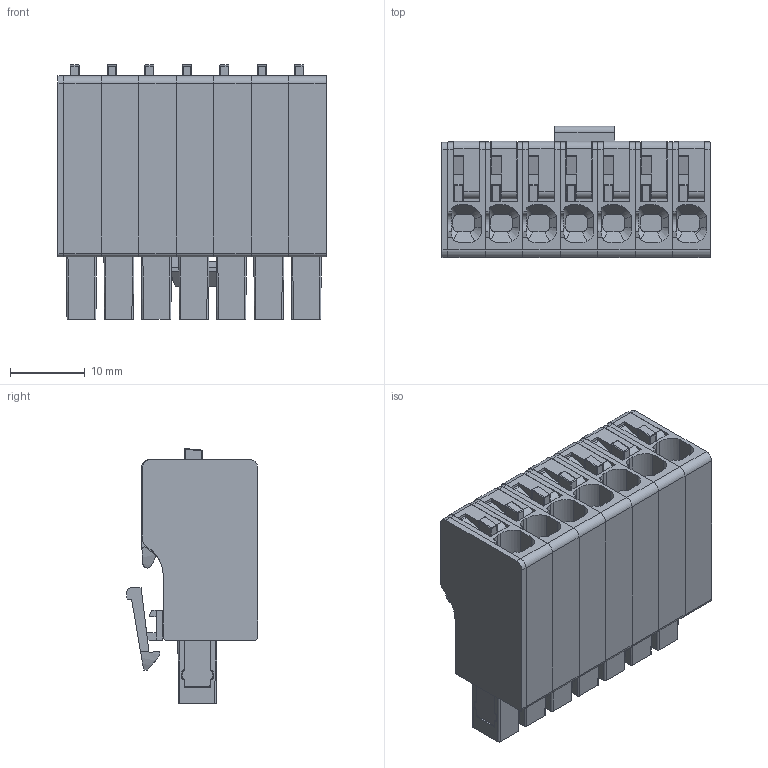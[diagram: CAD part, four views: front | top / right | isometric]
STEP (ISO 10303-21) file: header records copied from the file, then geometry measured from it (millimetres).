
FILE_DESCRIPTION(('CATIA V5 STEP Exchange','CAx-IF Rec.Pracs.--- Model Styling and Organization---1.4--- 2014-01-23'),'2;1');
FILE_NAME ('D1463855_2', '2022-08-24T06:12:38+00:00', ('none'), ('Weidmueller'), 'CATIA Version 5-6 Release 2016 SP3 HF44', 'CATIA V5 STEP AP214', 'none');
FILE_SCHEMA(('AUTOMOTIVE_DESIGN { 1 0 10303 214 1 1 1 1 }'));
Products named in the file (1): 2741720000
Bounding box: 35.8 x 17.53 x 34 mm (x, y, z)
Volume: 12394.6 mm3; surface area: 13986.5 mm2
Topology: 23 solids, 23 shells, 1751 faces, 4831 edges, 3157 vertices
Faces by surface type: plane 1022, cylinder 619, sphere 56, cone 32, bspline 15, torus 7
Entity records: 60025 total; most frequent: CARTESIAN_POINT 16142, ORIENTED_EDGE 9494, DIRECTION 7181, EDGE_CURVE 4747, VERTEX_POINT 3143, VECTOR 3057, LINE 3057, AXIS2_PLACEMENT_3D 2492
